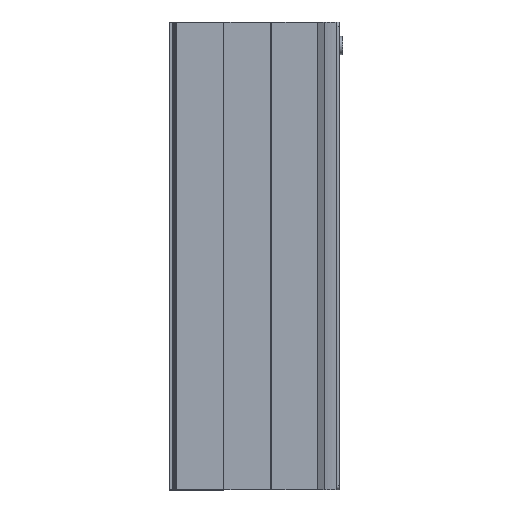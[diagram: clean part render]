
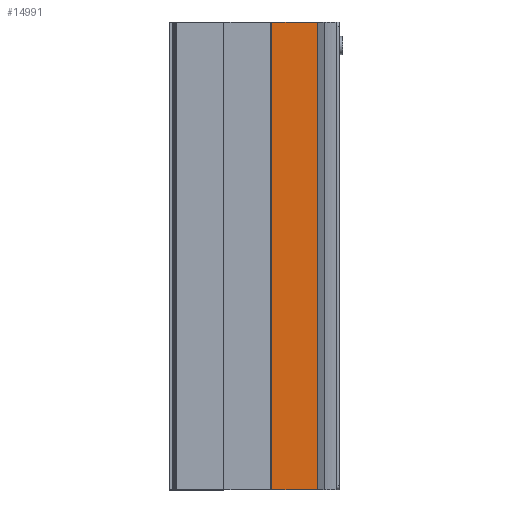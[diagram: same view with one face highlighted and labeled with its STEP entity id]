
A CAD part, front view. The second image highlights one B-rep face of the part: STEP entity #14991.
In plain terms, the highlighted planar face has unit normal (0, -1, 0).
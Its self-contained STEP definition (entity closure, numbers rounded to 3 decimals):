
#2170=ORIENTED_EDGE('',*,*,#5829,.T.);
#2171=ORIENTED_EDGE('',*,*,#5830,.F.);
#2172=ORIENTED_EDGE('',*,*,#5831,.F.);
#2173=ORIENTED_EDGE('',*,*,#5827,.T.);
#5827=EDGE_CURVE('',#7652,#7651,#9099,.T.);
#5829=EDGE_CURVE('',#7651,#7653,#9101,.T.);
#5830=EDGE_CURVE('',#7654,#7653,#9102,.T.);
#5831=EDGE_CURVE('',#7652,#7654,#9103,.T.);
#7651=VERTEX_POINT('',#24294);
#7652=VERTEX_POINT('',#24296);
#7653=VERTEX_POINT('',#24300);
#7654=VERTEX_POINT('',#24302);
#9099=LINE('',#24295,#9790);
#9101=LINE('',#24299,#9792);
#9102=LINE('',#24301,#9793);
#9103=LINE('',#24303,#9794);
#9790=VECTOR('',#19015,1000.);
#9792=VECTOR('',#19019,1000.);
#9793=VECTOR('',#19020,1000.);
#9794=VECTOR('',#19021,1000.);
#10425=EDGE_LOOP('',(#2170,#2171,#2172,#2173));
#12508=FACE_BOUND('',#10425,.T.);
#14550=PLANE('',#16532);
#14991=ADVANCED_FACE('',(#12508),#14550,.F.);
#16532=AXIS2_PLACEMENT_3D('',#24298,#19017,#19018);
#19015=DIRECTION('',(0.,0.,-1.));
#19017=DIRECTION('',(0.,1.,0.));
#19018=DIRECTION('',(0.,0.,1.));
#19019=DIRECTION('',(1.,0.,0.));
#19020=DIRECTION('',(0.,0.,-1.));
#19021=DIRECTION('',(1.,0.,0.));
#24294=CARTESIAN_POINT('',(15.,-33.8,0.));
#24295=CARTESIAN_POINT('',(15.,-33.8,362.));
#24296=CARTESIAN_POINT('',(15.,-33.8,362.));
#24298=CARTESIAN_POINT('',(15.,-33.8,362.));
#24299=CARTESIAN_POINT('',(15.,-33.8,0.));
#24300=CARTESIAN_POINT('',(50.5,-33.8,0.));
#24301=CARTESIAN_POINT('',(50.5,-33.8,362.));
#24302=CARTESIAN_POINT('',(50.5,-33.8,362.));
#24303=CARTESIAN_POINT('',(15.,-33.8,362.));
